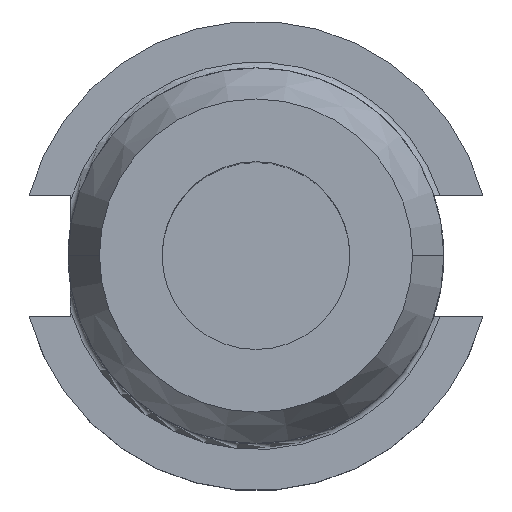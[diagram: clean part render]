
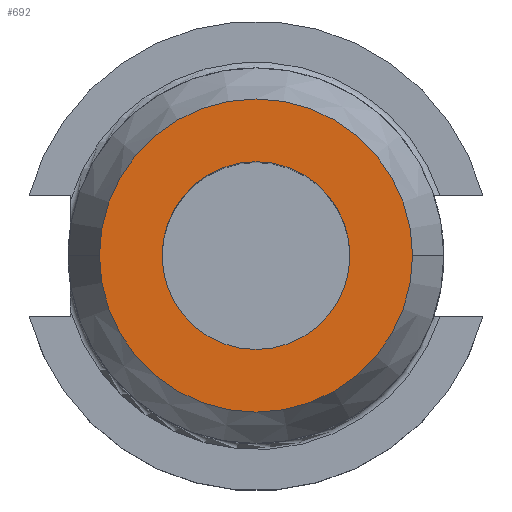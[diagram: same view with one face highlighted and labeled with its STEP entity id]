
A CAD part, top view. The second image highlights one B-rep face of the part: STEP entity #692.
In plain terms, the highlighted planar face has unit normal (0, 0, 1).
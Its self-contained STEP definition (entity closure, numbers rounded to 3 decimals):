
#32 = AXIS2_PLACEMENT_3D ( 'NONE', #708, #136, #437 ) ;
#89 = ORIENTED_EDGE ( 'NONE', *, *, #1579, .T. ) ;
#120 = AXIS2_PLACEMENT_3D ( 'NONE', #528, #1069, #924 ) ;
#136 = DIRECTION ( 'NONE',  ( 0., 0., -1. ) ) ;
#287 = CARTESIAN_POINT ( 'NONE',  ( 12.7, 0., 44.45 ) ) ;
#297 = CARTESIAN_POINT ( 'NONE',  ( 21.175, 0., 44.45 ) ) ;
#364 = VERTEX_POINT ( 'NONE', #962 ) ;
#422 = PLANE ( 'NONE',  #914 ) ;
#437 = DIRECTION ( 'NONE',  ( -1., 0., 0. ) ) ;
#502 = DIRECTION ( 'NONE',  ( 1., 0., 0. ) ) ;
#509 = CARTESIAN_POINT ( 'NONE',  ( -12.7, 0., 44.45 ) ) ;
#528 = CARTESIAN_POINT ( 'NONE',  ( 0., 0., 44.45 ) ) ;
#539 = FACE_OUTER_BOUND ( 'NONE', #1721, .T. ) ;
#560 = CIRCLE ( 'NONE', #1644, 21.175 ) ;
#661 = FACE_BOUND ( 'NONE', #1600, .T. ) ;
#692 = ADVANCED_FACE ( 'NONE', ( #661, #539 ), #422, .F. ) ;
#708 = CARTESIAN_POINT ( 'NONE',  ( 0., 0., 44.45 ) ) ;
#849 = DIRECTION ( 'NONE',  ( -1., 0., 0. ) ) ;
#860 = CIRCLE ( 'NONE', #120, 21.175 ) ;
#914 = AXIS2_PLACEMENT_3D ( 'NONE', #1380, #1505, #1390 ) ;
#922 = EDGE_CURVE ( 'NONE', #364, #1286, #560, .T. ) ;
#924 = DIRECTION ( 'NONE',  ( 1., 0., 0. ) ) ;
#962 = CARTESIAN_POINT ( 'NONE',  ( -21.175, 0., 44.45 ) ) ;
#1009 = CARTESIAN_POINT ( 'NONE',  ( 0., 0., 44.45 ) ) ;
#1025 = CIRCLE ( 'NONE', #1554, 12.7 ) ;
#1069 = DIRECTION ( 'NONE',  ( 0., 0., 1. ) ) ;
#1151 = ORIENTED_EDGE ( 'NONE', *, *, #922, .T. ) ;
#1155 = CIRCLE ( 'NONE', #32, 12.7 ) ;
#1181 = ORIENTED_EDGE ( 'NONE', *, *, #1354, .T. ) ;
#1286 = VERTEX_POINT ( 'NONE', #297 ) ;
#1354 = EDGE_CURVE ( 'NONE', #1543, #1752, #1025, .T. ) ;
#1380 = CARTESIAN_POINT ( 'NONE',  ( 0., 21.175, 44.45 ) ) ;
#1390 = DIRECTION ( 'NONE',  ( -1., 0., 0. ) ) ;
#1505 = DIRECTION ( 'NONE',  ( 0., 0., -1. ) ) ;
#1508 = DIRECTION ( 'NONE',  ( 0., 0., -1. ) ) ;
#1543 = VERTEX_POINT ( 'NONE', #509 ) ;
#1554 = AXIS2_PLACEMENT_3D ( 'NONE', #1009, #1508, #849 ) ;
#1566 = CARTESIAN_POINT ( 'NONE',  ( 0., 0., 44.45 ) ) ;
#1579 = EDGE_CURVE ( 'NONE', #1286, #364, #860, .T. ) ;
#1600 = EDGE_LOOP ( 'NONE', ( #1181, #1709 ) ) ;
#1644 = AXIS2_PLACEMENT_3D ( 'NONE', #1566, #1700, #502 ) ;
#1686 = EDGE_CURVE ( 'NONE', #1752, #1543, #1155, .T. ) ;
#1700 = DIRECTION ( 'NONE',  ( 0., 0., 1. ) ) ;
#1709 = ORIENTED_EDGE ( 'NONE', *, *, #1686, .T. ) ;
#1721 = EDGE_LOOP ( 'NONE', ( #1151, #89 ) ) ;
#1752 = VERTEX_POINT ( 'NONE', #287 ) ;
